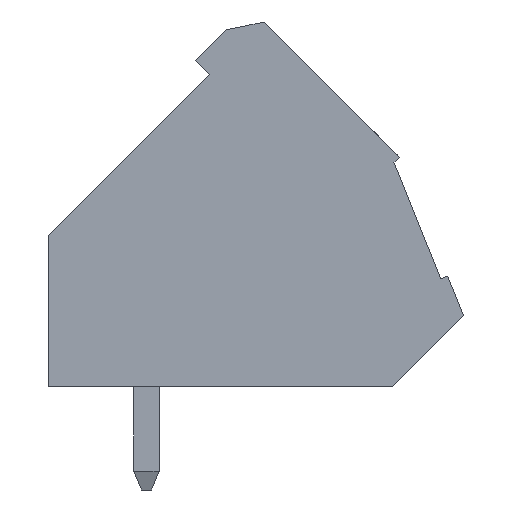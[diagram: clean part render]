
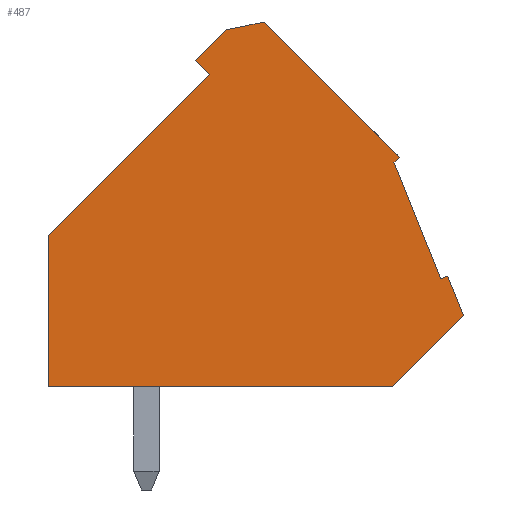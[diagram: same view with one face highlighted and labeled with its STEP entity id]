
A CAD part, left-side view. The second image highlights one B-rep face of the part: STEP entity #487.
In plain terms, the highlighted planar face has unit normal (-1, 0, 0).
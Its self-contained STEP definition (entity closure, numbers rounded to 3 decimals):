
#487 = ADVANCED_FACE( '', ( #1219 ), #1220, .F. );
#1219 = FACE_OUTER_BOUND( '', #2241, .T. );
#1220 = PLANE( '', #2242 );
#2241 = EDGE_LOOP( '', ( #3403, #3404, #3405, #3406, #3407, #3408, #3409, #3410, #3411, #3412, #3413, #3414 ) );
#2242 = AXIS2_PLACEMENT_3D( '', #3415, #3416, #3417 );
#3403 = ORIENTED_EDGE( '', *, *, #6515, .F. );
#3404 = ORIENTED_EDGE( '', *, *, #6516, .F. );
#3405 = ORIENTED_EDGE( '', *, *, #6517, .F. );
#3406 = ORIENTED_EDGE( '', *, *, #6453, .F. );
#3407 = ORIENTED_EDGE( '', *, *, #6518, .F. );
#3408 = ORIENTED_EDGE( '', *, *, #6519, .F. );
#3409 = ORIENTED_EDGE( '', *, *, #6520, .F. );
#3410 = ORIENTED_EDGE( '', *, *, #6423, .F. );
#3411 = ORIENTED_EDGE( '', *, *, #6521, .F. );
#3412 = ORIENTED_EDGE( '', *, *, #6522, .F. );
#3413 = ORIENTED_EDGE( '', *, *, #6523, .F. );
#3414 = ORIENTED_EDGE( '', *, *, #6524, .F. );
#3415 = CARTESIAN_POINT( '', ( -18.48, 0., 0. ) );
#3416 = DIRECTION( '', ( 1., 0., 0. ) );
#3417 = DIRECTION( '', ( 0., 0., -1. ) );
#6423 = EDGE_CURVE( '', #7726, #7727, #7728, .T. );
#6453 = EDGE_CURVE( '', #7780, #7782, #7783, .T. );
#6515 = EDGE_CURVE( '', #7897, #7898, #7899, .T. );
#6516 = EDGE_CURVE( '', #7900, #7897, #7901, .T. );
#6517 = EDGE_CURVE( '', #7782, #7900, #7902, .T. );
#6518 = EDGE_CURVE( '', #7903, #7780, #7904, .T. );
#6519 = EDGE_CURVE( '', #7905, #7903, #7906, .T. );
#6520 = EDGE_CURVE( '', #7727, #7905, #7907, .T. );
#6521 = EDGE_CURVE( '', #7908, #7726, #7909, .T. );
#6522 = EDGE_CURVE( '', #7910, #7908, #7911, .T. );
#6523 = EDGE_CURVE( '', #7912, #7910, #7913, .T. );
#6524 = EDGE_CURVE( '', #7898, #7912, #7914, .T. );
#7726 = VERTEX_POINT( '', #9638 );
#7727 = VERTEX_POINT( '', #9639 );
#7728 = LINE( '', #9640, #9641 );
#7780 = VERTEX_POINT( '', #9717 );
#7782 = VERTEX_POINT( '', #9720 );
#7783 = LINE( '', #9721, #9722 );
#7897 = VERTEX_POINT( '', #9902 );
#7898 = VERTEX_POINT( '', #9903 );
#7899 = LINE( '', #9904, #9905 );
#7900 = VERTEX_POINT( '', #9906 );
#7901 = LINE( '', #9907, #9908 );
#7902 = LINE( '', #9909, #9910 );
#7903 = VERTEX_POINT( '', #9911 );
#7904 = LINE( '', #9912, #9913 );
#7905 = VERTEX_POINT( '', #9914 );
#7906 = LINE( '', #9915, #9916 );
#7907 = LINE( '', #9917, #9918 );
#7908 = VERTEX_POINT( '', #9919 );
#7909 = LINE( '', #9920, #9921 );
#7910 = VERTEX_POINT( '', #9922 );
#7911 = LINE( '', #9923, #9924 );
#7912 = VERTEX_POINT( '', #9925 );
#7913 = LINE( '', #9926, #9927 );
#7914 = LINE( '', #9928, #9929 );
#9638 = CARTESIAN_POINT( '', ( -18.48, 0.987, 9.98 ) );
#9639 = CARTESIAN_POINT( '', ( -18.48, -0.215, 11.182 ) );
#9640 = CARTESIAN_POINT( '', ( -18.48, 0.987, 9.98 ) );
#9641 = VECTOR( '', #12321, 1000. );
#9717 = CARTESIAN_POINT( '', ( -18.48, -6.897, 5.914 ) );
#9720 = CARTESIAN_POINT( '', ( -18.48, -8.752, 1.294 ) );
#9721 = CARTESIAN_POINT( '', ( -18.48, -6.897, 5.914 ) );
#9722 = VECTOR( '', #12350, 1000. );
#9902 = CARTESIAN_POINT( '', ( -18.48, -9.664, -0.172 ) );
#9903 = CARTESIAN_POINT( '', ( -18.48, -6.836, -3. ) );
#9904 = CARTESIAN_POINT( '', ( -18.48, -9.664, -0.172 ) );
#9905 = VECTOR( '', #12405, 1000. );
#9906 = CARTESIAN_POINT( '', ( -18.48, -9.031, 1.406 ) );
#9907 = CARTESIAN_POINT( '', ( -18.48, -9.031, 1.406 ) );
#9908 = VECTOR( '', #12406, 1000. );
#9909 = CARTESIAN_POINT( '', ( -18.48, -8.752, 1.294 ) );
#9910 = VECTOR( '', #12407, 1000. );
#9911 = CARTESIAN_POINT( '', ( -18.48, -7.109, 6.126 ) );
#9912 = CARTESIAN_POINT( '', ( -18.48, -7.109, 6.126 ) );
#9913 = VECTOR( '', #12408, 1000. );
#9914 = CARTESIAN_POINT( '', ( -18.48, -1.735, 11.5 ) );
#9915 = CARTESIAN_POINT( '', ( -18.48, -1.735, 11.5 ) );
#9916 = VECTOR( '', #12409, 1000. );
#9917 = CARTESIAN_POINT( '', ( -18.48, -0.215, 11.182 ) );
#9918 = VECTOR( '', #12410, 1000. );
#9919 = CARTESIAN_POINT( '', ( -18.48, 0.422, 9.414 ) );
#9920 = CARTESIAN_POINT( '', ( -18.48, 0.422, 9.414 ) );
#9921 = VECTOR( '', #12411, 1000. );
#9922 = CARTESIAN_POINT( '', ( -18.48, 6.836, 3. ) );
#9923 = CARTESIAN_POINT( '', ( -18.48, 6.836, 3. ) );
#9924 = VECTOR( '', #12412, 1000. );
#9925 = CARTESIAN_POINT( '', ( -18.48, 6.836, -3. ) );
#9926 = CARTESIAN_POINT( '', ( -18.48, 6.836, -3. ) );
#9927 = VECTOR( '', #12413, 1000. );
#9928 = CARTESIAN_POINT( '', ( -18.48, -6.836, -3. ) );
#9929 = VECTOR( '', #12414, 1000. );
#12321 = DIRECTION( '', ( 0., -0.707, 0.707 ) );
#12350 = DIRECTION( '', ( 0., -0.373, -0.928 ) );
#12405 = DIRECTION( '', ( 0., 0.707, -0.707 ) );
#12406 = DIRECTION( '', ( 0., -0.373, -0.928 ) );
#12407 = DIRECTION( '', ( 0., -0.928, 0.373 ) );
#12408 = DIRECTION( '', ( 0., 0.707, -0.707 ) );
#12409 = DIRECTION( '', ( 0., -0.707, -0.707 ) );
#12410 = DIRECTION( '', ( 0., -0.979, 0.205 ) );
#12411 = DIRECTION( '', ( 0., 0.707, 0.707 ) );
#12412 = DIRECTION( '', ( 0., -0.707, 0.707 ) );
#12413 = DIRECTION( '', ( 0., 0., 1. ) );
#12414 = DIRECTION( '', ( 0., 1., 0. ) );
